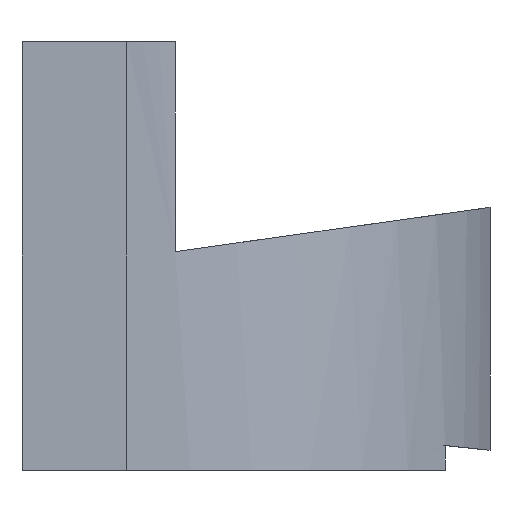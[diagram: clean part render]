
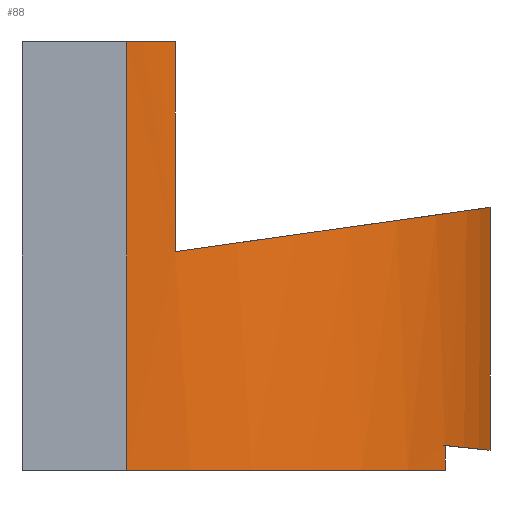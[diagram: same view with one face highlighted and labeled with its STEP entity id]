
A CAD part, left-side view. The second image highlights one B-rep face of the part: STEP entity #88.
In plain terms, the highlighted cylindrical face has radius 8.5 mm (diameter 17 mm), a partial arc.
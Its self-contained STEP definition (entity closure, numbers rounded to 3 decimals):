
#42=CYLINDRICAL_SURFACE('',#582,8.5);
#44=ELLIPSE('',#571,8.584,8.5);
#45=ELLIPSE('',#573,8.547,8.5);
#58=FACE_OUTER_BOUND('',#168,.T.);
#72=CIRCLE('',#564,8.5);
#73=CIRCLE('',#566,8.5);
#88=ADVANCED_FACE('',(#58),#42,.T.);
#168=EDGE_LOOP('',(#255,#256,#257,#258,#259,#260,#261,#262));
#255=ORIENTED_EDGE('',*,*,#396,.F.);
#256=ORIENTED_EDGE('',*,*,#391,.F.);
#257=ORIENTED_EDGE('',*,*,#378,.F.);
#258=ORIENTED_EDGE('',*,*,#411,.F.);
#259=ORIENTED_EDGE('',*,*,#382,.T.);
#260=ORIENTED_EDGE('',*,*,#405,.T.);
#261=ORIENTED_EDGE('',*,*,#398,.T.);
#262=ORIENTED_EDGE('',*,*,#370,.F.);
#323=VERTEX_POINT('',#712);
#325=VERTEX_POINT('',#715);
#332=VERTEX_POINT('',#762);
#333=VERTEX_POINT('',#764);
#336=VERTEX_POINT('',#772);
#337=VERTEX_POINT('',#773);
#343=VERTEX_POINT('',#790);
#347=VERTEX_POINT('',#803);
#370=EDGE_CURVE('',#323,#325,#439,.T.);
#378=EDGE_CURVE('',#332,#333,#72,.T.);
#382=EDGE_CURVE('',#336,#337,#73,.T.);
#391=EDGE_CURVE('',#333,#343,#453,.T.);
#396=EDGE_CURVE('',#343,#323,#44,.T.);
#398=EDGE_CURVE('',#347,#325,#45,.T.);
#405=EDGE_CURVE('',#337,#347,#464,.T.);
#411=EDGE_CURVE('',#336,#332,#470,.T.);
#439=LINE('',#714,#482);
#453=LINE('',#789,#496);
#464=LINE('',#816,#507);
#470=LINE('',#828,#513);
#482=VECTOR('',#600,1.);
#496=VECTOR('',#628,1.);
#507=VECTOR('',#651,1.);
#513=VECTOR('',#669,1.);
#564=AXIS2_PLACEMENT_3D('',#763,#606,#607);
#566=AXIS2_PLACEMENT_3D('',#771,#613,#614);
#571=AXIS2_PLACEMENT_3D('',#799,#635,#636);
#573=AXIS2_PLACEMENT_3D('',#802,#640,#641);
#582=AXIS2_PLACEMENT_3D('',#829,#670,#671);
#600=DIRECTION('',(0.,0.,-1.));
#606=DIRECTION('',(0.,0.,1.));
#607=DIRECTION('',(1.,0.,0.));
#613=DIRECTION('',(0.,0.,1.));
#614=DIRECTION('',(1.,0.,0.));
#628=DIRECTION('',(0.,0.,-1.));
#635=DIRECTION('',(0.,0.139,0.99));
#636=DIRECTION('',(0.,0.99,-0.139));
#640=DIRECTION('',(0.,-0.105,0.995));
#641=DIRECTION('',(0.,-0.995,-0.105));
#651=DIRECTION('',(0.,0.,1.));
#669=DIRECTION('',(0.,0.,1.));
#670=DIRECTION('',(0.,0.,-1.));
#671=DIRECTION('',(-1.,0.,0.));
#712=CARTESIAN_POINT('',(-5.033,-10.7,1.012));
#714=CARTESIAN_POINT('',(-5.033,-10.7,7.8));
#715=CARTESIAN_POINT('',(-5.033,-10.7,-4.542));
#762=CARTESIAN_POINT('',(-11.7,-2.4,4.8));
#763=CARTESIAN_POINT('',(-3.2,-2.4,4.8));
#764=CARTESIAN_POINT('',(-11.629,-3.5,4.8));
#771=CARTESIAN_POINT('',(-3.2,-2.4,-5.));
#772=CARTESIAN_POINT('',(-11.7,-2.4,-5.));
#773=CARTESIAN_POINT('',(-7.6,-9.673,-5.));
#789=CARTESIAN_POINT('',(-11.629,-3.5,7.8));
#790=CARTESIAN_POINT('',(-11.629,-3.5,0.));
#799=CARTESIAN_POINT('',(-3.2,-2.4,-0.155));
#802=CARTESIAN_POINT('',(-3.2,-2.4,-3.67));
#803=CARTESIAN_POINT('',(-7.6,-9.673,-4.434));
#816=CARTESIAN_POINT('',(-7.6,-9.673,7.8));
#828=CARTESIAN_POINT('',(-11.7,-2.4,7.8));
#829=CARTESIAN_POINT('',(-3.2,-2.4,7.8));
